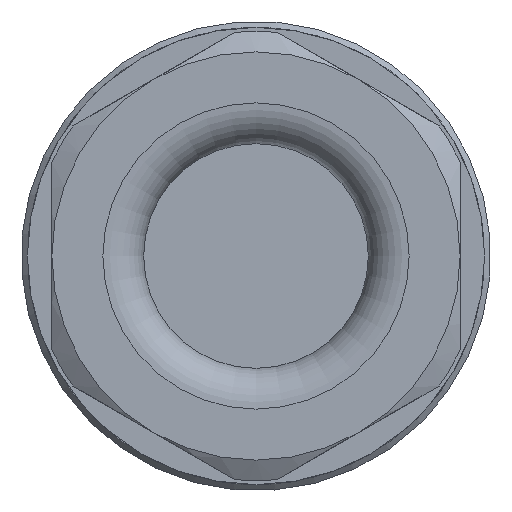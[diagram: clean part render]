
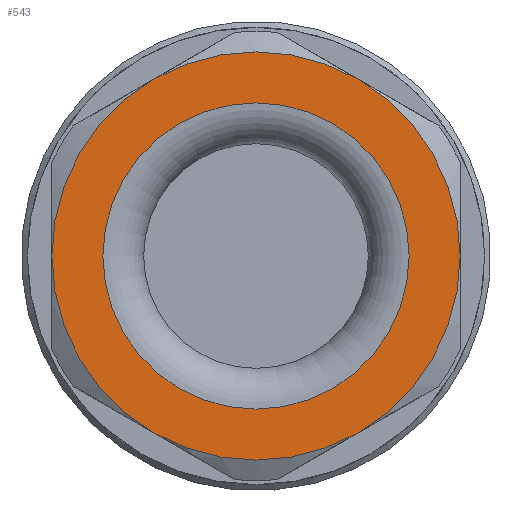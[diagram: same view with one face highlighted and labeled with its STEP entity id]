
A CAD part, left-side view. The second image highlights one B-rep face of the part: STEP entity #543.
In plain terms, the highlighted planar face has unit normal (-1, 0, 0).
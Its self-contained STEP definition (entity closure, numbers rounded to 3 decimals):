
#68=PLANE('',#2087);
#543=ADVANCED_FACE('',(#705,#706),#68,.T.);
#705=FACE_BOUND('',#806,.T.);
#706=FACE_BOUND('',#807,.T.);
#806=EDGE_LOOP('',(#1022));
#807=EDGE_LOOP('',(#1023,#1024,#1025,#1026,#1027,#1028));
#1022=ORIENTED_EDGE('',*,*,#1731,.T.);
#1023=ORIENTED_EDGE('',*,*,#1732,.T.);
#1024=ORIENTED_EDGE('',*,*,#1733,.T.);
#1025=ORIENTED_EDGE('',*,*,#1734,.T.);
#1026=ORIENTED_EDGE('',*,*,#1735,.T.);
#1027=ORIENTED_EDGE('',*,*,#1736,.T.);
#1028=ORIENTED_EDGE('',*,*,#1737,.T.);
#1539=VERTEX_POINT('',#2978);
#1540=VERTEX_POINT('',#2980);
#1541=VERTEX_POINT('',#2981);
#1542=VERTEX_POINT('',#2983);
#1543=VERTEX_POINT('',#2985);
#1544=VERTEX_POINT('',#2987);
#1545=VERTEX_POINT('',#2989);
#1731=EDGE_CURVE('',#1539,#1539,#1971,.T.);
#1732=EDGE_CURVE('',#1540,#1541,#1972,.T.);
#1733=EDGE_CURVE('',#1541,#1542,#1973,.T.);
#1734=EDGE_CURVE('',#1542,#1543,#1974,.T.);
#1735=EDGE_CURVE('',#1543,#1544,#1975,.T.);
#1736=EDGE_CURVE('',#1544,#1545,#1976,.T.);
#1737=EDGE_CURVE('',#1545,#1540,#1977,.T.);
#1971=CIRCLE('',#2080,3.75);
#1972=CIRCLE('',#2081,5.);
#1973=CIRCLE('',#2082,5.);
#1974=CIRCLE('',#2083,5.);
#1975=CIRCLE('',#2084,5.);
#1976=CIRCLE('',#2085,5.);
#1977=CIRCLE('',#2086,5.);
#2080=AXIS2_PLACEMENT_3D('',#2977,#2367,#2368);
#2081=AXIS2_PLACEMENT_3D('',#2979,#2369,#2370);
#2082=AXIS2_PLACEMENT_3D('',#2982,#2371,#2372);
#2083=AXIS2_PLACEMENT_3D('',#2984,#2373,#2374);
#2084=AXIS2_PLACEMENT_3D('',#2986,#2375,#2376);
#2085=AXIS2_PLACEMENT_3D('',#2988,#2377,#2378);
#2086=AXIS2_PLACEMENT_3D('',#2990,#2379,#2380);
#2087=AXIS2_PLACEMENT_3D('',#2991,#2381,#2382);
#2367=DIRECTION('',(1.,0.,0.));
#2368=DIRECTION('',(0.,0.,1.));
#2369=DIRECTION('',(-1.,0.,0.));
#2370=DIRECTION('',(0.,0.,1.));
#2371=DIRECTION('',(-1.,0.,0.));
#2372=DIRECTION('',(0.,0.,1.));
#2373=DIRECTION('',(-1.,0.,0.));
#2374=DIRECTION('',(0.,0.,1.));
#2375=DIRECTION('',(-1.,0.,0.));
#2376=DIRECTION('',(0.,0.,1.));
#2377=DIRECTION('',(-1.,0.,0.));
#2378=DIRECTION('',(0.,0.,1.));
#2379=DIRECTION('',(-1.,0.,0.));
#2380=DIRECTION('',(0.,0.,1.));
#2381=DIRECTION('',(-1.,0.,0.));
#2382=DIRECTION('',(0.,0.,1.));
#2977=CARTESIAN_POINT('',(-32.8,0.,0.));
#2978=CARTESIAN_POINT('',(-32.8,0.,3.75));
#2979=CARTESIAN_POINT('',(-32.8,0.,0.));
#2980=CARTESIAN_POINT('',(-32.8,2.5,4.33));
#2981=CARTESIAN_POINT('',(-32.8,5.,0.));
#2982=CARTESIAN_POINT('',(-32.8,0.,0.));
#2983=CARTESIAN_POINT('',(-32.8,2.5,-4.33));
#2984=CARTESIAN_POINT('',(-32.8,0.,0.));
#2985=CARTESIAN_POINT('',(-32.8,-2.5,-4.33));
#2986=CARTESIAN_POINT('',(-32.8,0.,0.));
#2987=CARTESIAN_POINT('',(-32.8,-5.,0.));
#2988=CARTESIAN_POINT('',(-32.8,0.,0.));
#2989=CARTESIAN_POINT('',(-32.8,-2.5,4.33));
#2990=CARTESIAN_POINT('',(-32.8,0.,0.));
#2991=CARTESIAN_POINT('',(-32.8,0.,0.));
